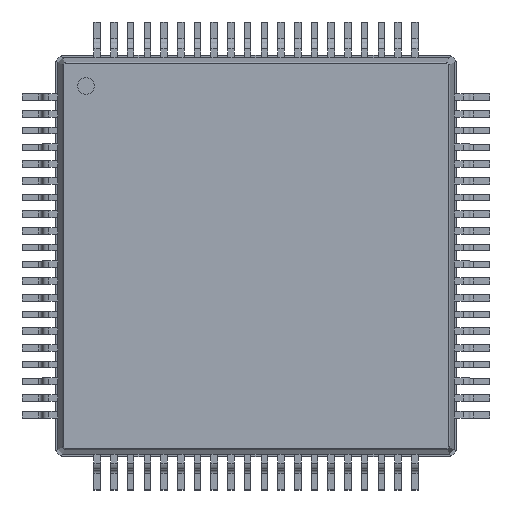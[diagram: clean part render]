
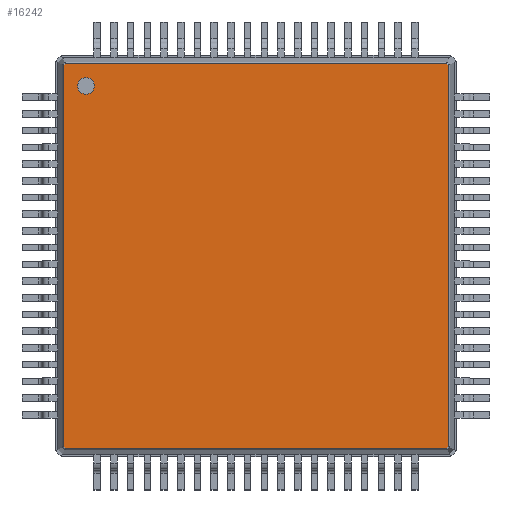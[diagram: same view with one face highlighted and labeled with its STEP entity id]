
A CAD part, top view. The second image highlights one B-rep face of the part: STEP entity #16242.
In plain terms, the highlighted planar face has unit normal (0, 0, 1).
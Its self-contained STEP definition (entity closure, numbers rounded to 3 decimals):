
#8045 = VERTEX_POINT('',#8046);
#8046 = CARTESIAN_POINT('',(-5.702,5.746,1.5));
#8336 = EDGE_CURVE('',#8045,#8337,#8339,.T.);
#8337 = VERTEX_POINT('',#8338);
#8338 = CARTESIAN_POINT('',(5.702,5.746,1.5));
#8339 = B_SPLINE_CURVE_WITH_KNOTS('',2,(#8340,#8341,#8342,#8343,#8344),
.UNSPECIFIED.,.F.,.F.,(3,1,1,3),(-0.6,-0.04,
11.477,12.037),.UNSPECIFIED.);
#8340 = CARTESIAN_POINT('',(-6.319,5.746,1.5));
#8341 = CARTESIAN_POINT('',(-6.039,5.746,1.5));
#8342 = CARTESIAN_POINT('',(0.,5.746,1.5));
#8343 = CARTESIAN_POINT('',(6.039,5.746,1.5));
#8344 = CARTESIAN_POINT('',(6.319,5.746,1.5));
#15605 = EDGE_CURVE('',#8337,#15606,#15608,.T.);
#15606 = VERTEX_POINT('',#15607);
#15607 = CARTESIAN_POINT('',(5.746,5.702,1.5));
#15608 = B_SPLINE_CURVE_WITH_KNOTS('',2,(#15609,#15610,#15611,#15612,
#15613),.UNSPECIFIED.,.F.,.F.,(3,1,1,3),(-0.253,
-0.04,0.137,0.35),.UNSPECIFIED.);
#15609 = CARTESIAN_POINT('',(5.511,5.937,1.5));
#15610 = CARTESIAN_POINT('',(5.587,5.862,1.5));
#15611 = CARTESIAN_POINT('',(5.724,5.724,1.5));
#15612 = CARTESIAN_POINT('',(5.862,5.587,1.5));
#15613 = CARTESIAN_POINT('',(5.937,5.511,1.5));
#15926 = VERTEX_POINT('',#15927);
#15927 = CARTESIAN_POINT('',(-5.746,5.702,1.5));
#16217 = EDGE_CURVE('',#15926,#8045,#16218,.T.);
#16218 = B_SPLINE_CURVE_WITH_KNOTS('',2,(#16219,#16220,#16221,#16222,
#16223),.UNSPECIFIED.,.F.,.F.,(3,1,1,3),(-0.253,
-0.04,0.137,0.35),.UNSPECIFIED.);
#16219 = CARTESIAN_POINT('',(-5.937,5.511,1.5));
#16220 = CARTESIAN_POINT('',(-5.862,5.587,1.5));
#16221 = CARTESIAN_POINT('',(-5.724,5.724,1.5));
#16222 = CARTESIAN_POINT('',(-5.587,5.862,1.5));
#16223 = CARTESIAN_POINT('',(-5.511,5.937,1.5));
#16242 = ADVANCED_FACE('',(#16243,#16296),#16307,.T.);
#16243 = FACE_BOUND('',#16244,.T.);
#16244 = EDGE_LOOP('',(#16245,#16257,#16265,#16266,#16267,#16268,#16278,
#16288));
#16245 = ORIENTED_EDGE('',*,*,#16246,.F.);
#16246 = EDGE_CURVE('',#16247,#16249,#16251,.T.);
#16247 = VERTEX_POINT('',#16248);
#16248 = CARTESIAN_POINT('',(5.746,-5.702,1.5));
#16249 = VERTEX_POINT('',#16250);
#16250 = CARTESIAN_POINT('',(5.702,-5.746,1.5));
#16251 = B_SPLINE_CURVE_WITH_KNOTS('',2,(#16252,#16253,#16254,#16255,
#16256),.UNSPECIFIED.,.F.,.F.,(3,1,1,3),(-0.253,
-0.04,0.137,0.35),.UNSPECIFIED.);
#16252 = CARTESIAN_POINT('',(5.937,-5.511,1.5));
#16253 = CARTESIAN_POINT('',(5.862,-5.587,1.5));
#16254 = CARTESIAN_POINT('',(5.724,-5.724,1.5));
#16255 = CARTESIAN_POINT('',(5.587,-5.862,1.5));
#16256 = CARTESIAN_POINT('',(5.511,-5.937,1.5));
#16257 = ORIENTED_EDGE('',*,*,#16258,.F.);
#16258 = EDGE_CURVE('',#15606,#16247,#16259,.T.);
#16259 = B_SPLINE_CURVE_WITH_KNOTS('',2,(#16260,#16261,#16262,#16263,
#16264),.UNSPECIFIED.,.F.,.F.,(3,1,1,3),(-0.6,
-0.04,11.477,12.037),
.UNSPECIFIED.);
#16260 = CARTESIAN_POINT('',(5.746,6.319,1.5));
#16261 = CARTESIAN_POINT('',(5.746,6.039,1.5));
#16262 = CARTESIAN_POINT('',(5.746,0.,1.5));
#16263 = CARTESIAN_POINT('',(5.746,-6.039,1.5));
#16264 = CARTESIAN_POINT('',(5.746,-6.319,1.5));
#16265 = ORIENTED_EDGE('',*,*,#15605,.F.);
#16266 = ORIENTED_EDGE('',*,*,#8336,.F.);
#16267 = ORIENTED_EDGE('',*,*,#16217,.F.);
#16268 = ORIENTED_EDGE('',*,*,#16269,.F.);
#16269 = EDGE_CURVE('',#16270,#15926,#16272,.T.);
#16270 = VERTEX_POINT('',#16271);
#16271 = CARTESIAN_POINT('',(-5.746,-5.702,1.5));
#16272 = B_SPLINE_CURVE_WITH_KNOTS('',2,(#16273,#16274,#16275,#16276,
#16277),.UNSPECIFIED.,.F.,.F.,(3,1,1,3),(-0.6,
-0.04,11.477,12.037),
.UNSPECIFIED.);
#16273 = CARTESIAN_POINT('',(-5.746,-6.319,1.5));
#16274 = CARTESIAN_POINT('',(-5.746,-6.039,1.5));
#16275 = CARTESIAN_POINT('',(-5.746,0.,1.5));
#16276 = CARTESIAN_POINT('',(-5.746,6.039,1.5));
#16277 = CARTESIAN_POINT('',(-5.746,6.319,1.5));
#16278 = ORIENTED_EDGE('',*,*,#16279,.F.);
#16279 = EDGE_CURVE('',#16280,#16270,#16282,.T.);
#16280 = VERTEX_POINT('',#16281);
#16281 = CARTESIAN_POINT('',(-5.702,-5.746,1.5));
#16282 = B_SPLINE_CURVE_WITH_KNOTS('',2,(#16283,#16284,#16285,#16286,
#16287),.UNSPECIFIED.,.F.,.F.,(3,1,1,3),(-0.253,
-0.04,0.137,0.35),.UNSPECIFIED.);
#16283 = CARTESIAN_POINT('',(-5.511,-5.937,1.5));
#16284 = CARTESIAN_POINT('',(-5.587,-5.862,1.5));
#16285 = CARTESIAN_POINT('',(-5.724,-5.724,1.5));
#16286 = CARTESIAN_POINT('',(-5.862,-5.587,1.5));
#16287 = CARTESIAN_POINT('',(-5.937,-5.511,1.5));
#16288 = ORIENTED_EDGE('',*,*,#16289,.F.);
#16289 = EDGE_CURVE('',#16249,#16280,#16290,.T.);
#16290 = B_SPLINE_CURVE_WITH_KNOTS('',2,(#16291,#16292,#16293,#16294,
#16295),.UNSPECIFIED.,.F.,.F.,(3,1,1,3),(-0.6,
-0.04,11.477,12.037),
.UNSPECIFIED.);
#16291 = CARTESIAN_POINT('',(6.319,-5.746,1.5));
#16292 = CARTESIAN_POINT('',(6.039,-5.746,1.5));
#16293 = CARTESIAN_POINT('',(0.,-5.746,1.5));
#16294 = CARTESIAN_POINT('',(-6.039,-5.746,1.5));
#16295 = CARTESIAN_POINT('',(-6.319,-5.746,1.5));
#16296 = FACE_BOUND('',#16297,.T.);
#16297 = EDGE_LOOP('',(#16298));
#16298 = ORIENTED_EDGE('',*,*,#16299,.F.);
#16299 = EDGE_CURVE('',#16300,#16300,#16302,.T.);
#16300 = VERTEX_POINT('',#16301);
#16301 = CARTESIAN_POINT('',(-5.087,4.837,1.5));
#16302 = CIRCLE('',#16303,0.25);
#16303 = AXIS2_PLACEMENT_3D('',#16304,#16305,#16306);
#16304 = CARTESIAN_POINT('',(-5.087,5.087,1.5));
#16305 = DIRECTION('',(0.,0.,1.));
#16306 = DIRECTION('',(0.,-1.,0.));
#16307 = PLANE('',#16308);
#16308 = AXIS2_PLACEMENT_3D('',#16309,#16310,#16311);
#16309 = CARTESIAN_POINT('',(-5.718,5.787,1.5));
#16310 = DIRECTION('',(0.,0.,1.));
#16311 = DIRECTION('',(0.703,-0.711,0.));
